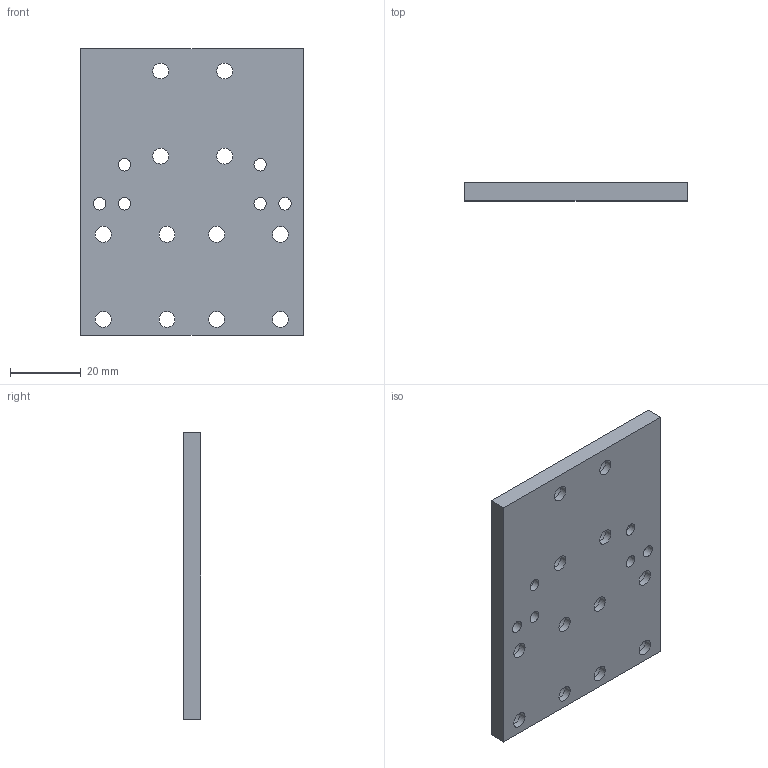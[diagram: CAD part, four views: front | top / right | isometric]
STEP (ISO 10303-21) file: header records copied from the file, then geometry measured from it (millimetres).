
FILE_DESCRIPTION(/* description */ (''),/* implementation_level */ '2;1');
FILE_NAME(/* name */ 'Magnetic_Support_AnetA8.step',/* time_stamp */ '2020-08-13T12:30:07+02:00',/* author */ (''),/* organization */ (''),/* preprocessor_version */ 'ST-DEVELOPER v18.1',/* originating_system */ 'Autodesk Translation Framework v9.3.0.1241',/* authorisation */ '');
FILE_SCHEMA (('AUTOMOTIVE_DESIGN { 1 0 10303 214 3 1 1 }'));
Length unit declared in the file: millimetre
Products named in the file (1): Support magnétique axe X
Bounding box: 62.65 x 5 x 80.83 mm (x, y, z)
Volume: 21274.3 mm3; surface area: 13285.9 mm2
Topology: 1 solids, 1 shells, 66 faces, 129 edges, 86 vertices
Faces by surface type: cylinder 39, plane 27
Full cylindrical faces by diameter (mm): 3.5 x6, 4.5 x12, 7 x14, 10.5 x7
Entity records: 1843 total; most frequent: DIRECTION 341, CARTESIAN_POINT 282, ORIENTED_EDGE 258, AXIS2_PLACEMENT_3D 145, EDGE_CURVE 129, EDGE_LOOP 123, VERTEX_POINT 86, CIRCLE 78
